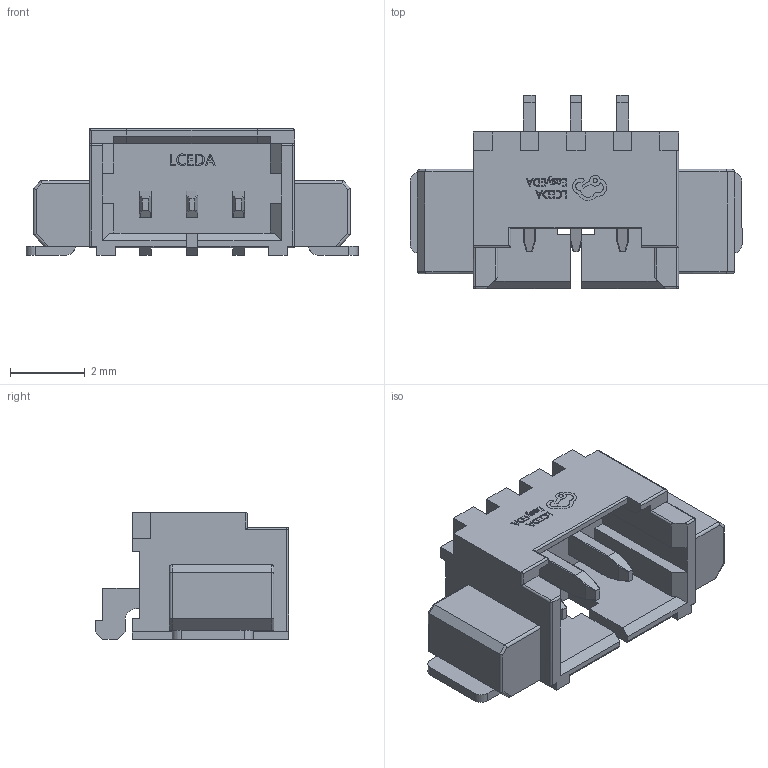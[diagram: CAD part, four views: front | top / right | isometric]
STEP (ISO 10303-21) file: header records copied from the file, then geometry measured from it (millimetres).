
FILE_DESCRIPTION (( 'STEP AP214' ), '1' );
FILE_NAME ('CONN-SMD_MX1.25-WS-3P.step', '2022-08-08T03:16:42', ( '' ), ( '' ), 'SwSTEP 2.0', 'SolidWorks 2020', '' );
FILE_SCHEMA (( 'AUTOMOTIVE_DESIGN' ));
Length unit declared in the file: millimetre
Products named in the file (1): CONN-SMD_MX1.25-WS-3P
Bounding box: 8.9 x 5.19 x 3.4 mm (x, y, z)
Volume: 52 mm3; surface area: 225.1 mm2
Topology: 16 solids, 16 shells, 623 faces, 1667 edges, 1091 vertices
Faces by surface type: plane 404, bspline 136, cylinder 81, sphere 2
Entity records: 28275 total; most frequent: CARTESIAN_POINT 6813, ORIENTED_EDGE 3330, DIRECTION 2348, EDGE_CURVE 1665, VECTOR 1256, LINE 1256, VERTEX_POINT 1091, EDGE_LOOP 652
